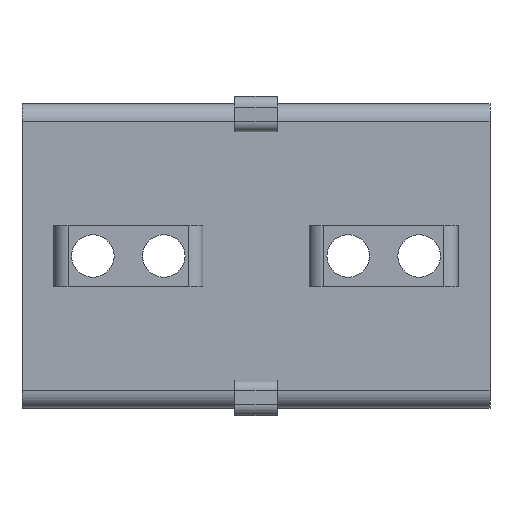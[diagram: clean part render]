
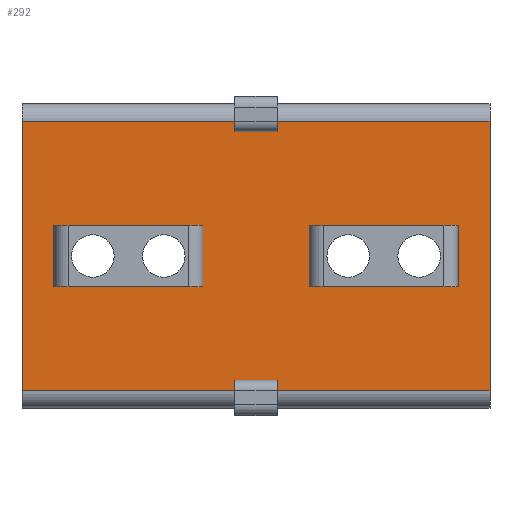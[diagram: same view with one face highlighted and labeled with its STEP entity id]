
A CAD part, front view. The second image highlights one B-rep face of the part: STEP entity #292.
In plain terms, the highlighted planar face has unit normal (0, -1, 0).
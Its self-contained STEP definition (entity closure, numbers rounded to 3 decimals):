
#50 = ORIENTED_EDGE ( 'NONE', *, *, #988, .T. ) ;
#68 = CARTESIAN_POINT ( 'NONE',  ( -28.5, 20., 4.343 ) ) ;
#130 = CARTESIAN_POINT ( 'NONE',  ( 3., 20., -19. ) ) ;
#159 = VERTEX_POINT ( 'NONE', #1610 ) ;
#185 = ORIENTED_EDGE ( 'NONE', *, *, #225, .F. ) ;
#186 = ORIENTED_EDGE ( 'NONE', *, *, #2009, .F. ) ;
#201 = CARTESIAN_POINT ( 'NONE',  ( 33., 20., -19. ) ) ;
#225 = EDGE_CURVE ( 'NONE', #927, #807, #936, .T. ) ;
#226 = VECTOR ( 'NONE', #946, 1000. ) ;
#244 = VECTOR ( 'NONE', #450, 1000. ) ;
#247 = LINE ( 'NONE', #430, #2169 ) ;
#292 = ADVANCED_FACE ( 'NONE', ( #561, #2087, #1416 ), #371, .F. ) ;
#293 = EDGE_LOOP ( 'NONE', ( #943, #637, #186, #185 ) ) ;
#294 = VERTEX_POINT ( 'NONE', #1534 ) ;
#342 = ORIENTED_EDGE ( 'NONE', *, *, #949, .T. ) ;
#345 = CARTESIAN_POINT ( 'NONE',  ( 7.5, 20., -4.343 ) ) ;
#371 = PLANE ( 'NONE',  #1144 ) ;
#390 = EDGE_CURVE ( 'NONE', #698, #811, #1908, .T. ) ;
#393 = EDGE_CURVE ( 'NONE', #159, #1510, #549, .T. ) ;
#418 = VERTEX_POINT ( 'NONE', #447 ) ;
#430 = CARTESIAN_POINT ( 'NONE',  ( 28.5, 20., 4.343 ) ) ;
#443 = ORIENTED_EDGE ( 'NONE', *, *, #1386, .T. ) ;
#446 = EDGE_LOOP ( 'NONE', ( #50, #580, #1870, #443 ) ) ;
#447 = CARTESIAN_POINT ( 'NONE',  ( -28.5, 20., -4.343 ) ) ;
#450 = DIRECTION ( 'NONE',  ( 0., 0., 1. ) ) ;
#453 = CARTESIAN_POINT ( 'NONE',  ( 7.5, 20., 4.343 ) ) ;
#466 = CARTESIAN_POINT ( 'NONE',  ( -33., 20., 19. ) ) ;
#482 = DIRECTION ( 'NONE',  ( 0., 0., 1. ) ) ;
#515 = CARTESIAN_POINT ( 'NONE',  ( 7.5, 20., 4.343 ) ) ;
#529 = VECTOR ( 'NONE', #1406, 1000. ) ;
#549 = LINE ( 'NONE', #1747, #1391 ) ;
#561 = FACE_BOUND ( 'NONE', #1561, .T. ) ;
#580 = ORIENTED_EDGE ( 'NONE', *, *, #393, .F. ) ;
#633 = EDGE_CURVE ( 'NONE', #928, #159, #652, .T. ) ;
#637 = ORIENTED_EDGE ( 'NONE', *, *, #2044, .F. ) ;
#652 = LINE ( 'NONE', #130, #1289 ) ;
#654 = LINE ( 'NONE', #1845, #244 ) ;
#690 = EDGE_CURVE ( 'NONE', #1318, #927, #1355, .T. ) ;
#698 = VERTEX_POINT ( 'NONE', #2040 ) ;
#718 = CARTESIAN_POINT ( 'NONE',  ( 28.5, 20., -4.343 ) ) ;
#742 = CARTESIAN_POINT ( 'NONE',  ( -7.5, 20., -4.343 ) ) ;
#744 = CARTESIAN_POINT ( 'NONE',  ( -28.5, 20., -4.343 ) ) ;
#767 = CARTESIAN_POINT ( 'NONE',  ( 28.5, 20., 4.343 ) ) ;
#807 = VERTEX_POINT ( 'NONE', #1065 ) ;
#811 = VERTEX_POINT ( 'NONE', #345 ) ;
#825 = VECTOR ( 'NONE', #1666, 1000. ) ;
#832 = CARTESIAN_POINT ( 'NONE',  ( -7.5, 20., 4.343 ) ) ;
#871 = ORIENTED_EDGE ( 'NONE', *, *, #390, .T. ) ;
#875 = VECTOR ( 'NONE', #1964, 1000. ) ;
#927 = VERTEX_POINT ( 'NONE', #1728 ) ;
#928 = VERTEX_POINT ( 'NONE', #201 ) ;
#936 = LINE ( 'NONE', #68, #962 ) ;
#943 = ORIENTED_EDGE ( 'NONE', *, *, #690, .F. ) ;
#946 = DIRECTION ( 'NONE',  ( 0., 0., -1. ) ) ;
#949 = EDGE_CURVE ( 'NONE', #1616, #1264, #247, .T. ) ;
#962 = VECTOR ( 'NONE', #1435, 1000. ) ;
#964 = LINE ( 'NONE', #1800, #875 ) ;
#988 = EDGE_CURVE ( 'NONE', #294, #1510, #964, .T. ) ;
#1055 = CARTESIAN_POINT ( 'NONE',  ( 3., 20., -19. ) ) ;
#1065 = CARTESIAN_POINT ( 'NONE',  ( -28.5, 20., 4.343 ) ) ;
#1144 = AXIS2_PLACEMENT_3D ( 'NONE', #1055, #2079, #1367 ) ;
#1166 = CARTESIAN_POINT ( 'NONE',  ( 28.5, 20., 4.343 ) ) ;
#1264 = VERTEX_POINT ( 'NONE', #767 ) ;
#1289 = VECTOR ( 'NONE', #1872, 1000. ) ;
#1317 = LINE ( 'NONE', #1166, #226 ) ;
#1318 = VERTEX_POINT ( 'NONE', #742 ) ;
#1355 = LINE ( 'NONE', #832, #1395 ) ;
#1367 = DIRECTION ( 'NONE',  ( 0., 0., 1. ) ) ;
#1386 = EDGE_CURVE ( 'NONE', #928, #294, #654, .T. ) ;
#1391 = VECTOR ( 'NONE', #1968, 1000. ) ;
#1395 = VECTOR ( 'NONE', #482, 1000. ) ;
#1399 = VECTOR ( 'NONE', #1715, 1000. ) ;
#1406 = DIRECTION ( 'NONE',  ( -1., 0., 0. ) ) ;
#1410 = CARTESIAN_POINT ( 'NONE',  ( -28.5, 20., 4.343 ) ) ;
#1416 = FACE_BOUND ( 'NONE', #293, .T. ) ;
#1435 = DIRECTION ( 'NONE',  ( -1., 0., 0. ) ) ;
#1506 = EDGE_CURVE ( 'NONE', #1264, #698, #1317, .T. ) ;
#1510 = VERTEX_POINT ( 'NONE', #466 ) ;
#1534 = CARTESIAN_POINT ( 'NONE',  ( 33., 20., 19. ) ) ;
#1561 = EDGE_LOOP ( 'NONE', ( #1634, #342, #2008, #871 ) ) ;
#1610 = CARTESIAN_POINT ( 'NONE',  ( -33., 20., -19. ) ) ;
#1616 = VERTEX_POINT ( 'NONE', #515 ) ;
#1634 = ORIENTED_EDGE ( 'NONE', *, *, #1836, .T. ) ;
#1636 = LINE ( 'NONE', #744, #2039 ) ;
#1666 = DIRECTION ( 'NONE',  ( 0., 0., 1. ) ) ;
#1715 = DIRECTION ( 'NONE',  ( 0., 0., -1. ) ) ;
#1728 = CARTESIAN_POINT ( 'NONE',  ( -7.5, 20., 4.343 ) ) ;
#1747 = CARTESIAN_POINT ( 'NONE',  ( -33., 20., 19. ) ) ;
#1800 = CARTESIAN_POINT ( 'NONE',  ( 3., 20., 19. ) ) ;
#1836 = EDGE_CURVE ( 'NONE', #811, #1616, #2172, .T. ) ;
#1845 = CARTESIAN_POINT ( 'NONE',  ( 33., 20., 19. ) ) ;
#1870 = ORIENTED_EDGE ( 'NONE', *, *, #633, .F. ) ;
#1872 = DIRECTION ( 'NONE',  ( -1., 0., 0. ) ) ;
#1891 = LINE ( 'NONE', #1410, #1399 ) ;
#1908 = LINE ( 'NONE', #718, #529 ) ;
#1964 = DIRECTION ( 'NONE',  ( -1., 0., 0. ) ) ;
#1968 = DIRECTION ( 'NONE',  ( 0., 0., 1. ) ) ;
#2008 = ORIENTED_EDGE ( 'NONE', *, *, #1506, .T. ) ;
#2009 = EDGE_CURVE ( 'NONE', #807, #418, #1891, .T. ) ;
#2039 = VECTOR ( 'NONE', #2115, 1000. ) ;
#2040 = CARTESIAN_POINT ( 'NONE',  ( 28.5, 20., -4.343 ) ) ;
#2044 = EDGE_CURVE ( 'NONE', #418, #1318, #1636, .T. ) ;
#2079 = DIRECTION ( 'NONE',  ( 0., 1., 0. ) ) ;
#2087 = FACE_OUTER_BOUND ( 'NONE', #446, .T. ) ;
#2115 = DIRECTION ( 'NONE',  ( 1., 0., 0. ) ) ;
#2144 = DIRECTION ( 'NONE',  ( 1., 0., 0. ) ) ;
#2169 = VECTOR ( 'NONE', #2144, 1000. ) ;
#2172 = LINE ( 'NONE', #453, #825 ) ;
